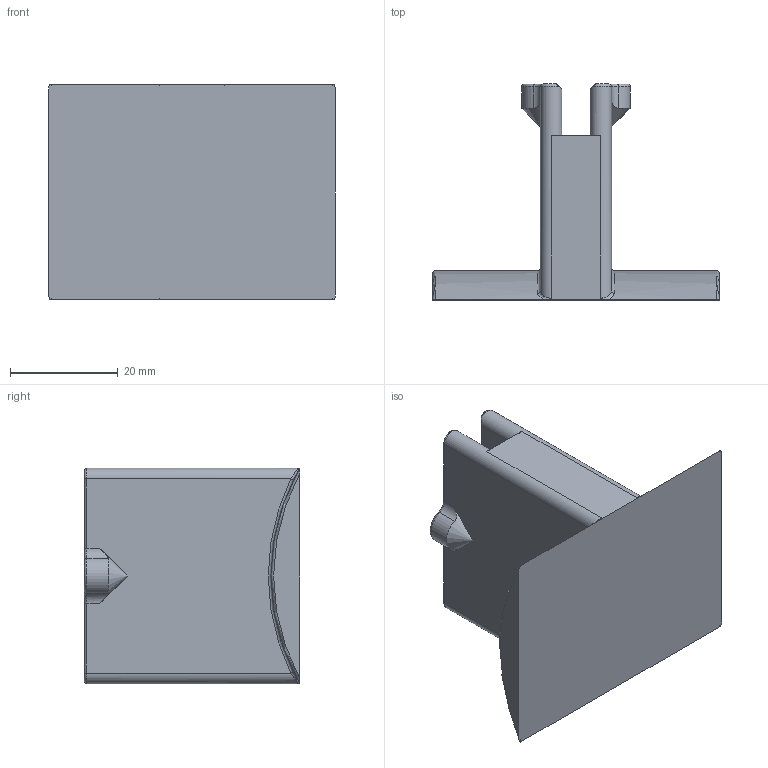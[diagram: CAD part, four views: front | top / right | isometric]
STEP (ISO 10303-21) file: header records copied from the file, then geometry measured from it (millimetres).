
FILE_DESCRIPTION(/* description */ (''),/* implementation_level */ '2;1');
FILE_NAME(/* name */ 'FuselageMount.stp',/* time_stamp */ '2023-11-15T19:23:08-06:00',/* author */ ('Eric'),/* organization */ (''),/* preprocessor_version */ 'ST-DEVELOPER v19',/* originating_system */ 'Autodesk Inventor 2023',/* authorisation */ '');
FILE_SCHEMA (('AUTOMOTIVE_DESIGN { 1 0 10303 214 3 1 1 }'));
Length unit declared in the file: millimetre
Products named in the file (1): FuselageMount
Bounding box: 53.2 x 40 x 40 mm (x, y, z)
Volume: 24856.2 mm3; surface area: 9155.4 mm2
Topology: 1 solids, 1 shells, 56 faces, 140 edges, 86 vertices
Faces by surface type: cylinder 18, plane 16, torus 14, cone 4, bspline 4
Full cylindrical faces by diameter (mm): 4.1 x2
Entity records: 1990 total; most frequent: CARTESIAN_POINT 628, DIRECTION 282, ORIENTED_EDGE 276, EDGE_CURVE 138, AXIS2_PLACEMENT_3D 115, VERTEX_POINT 86, EDGE_LOOP 58, CIRCLE 58
